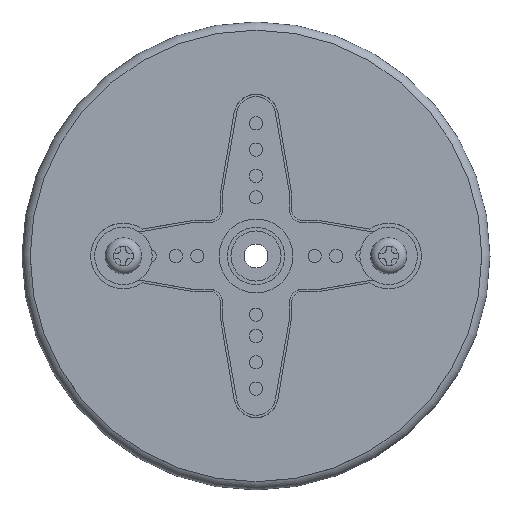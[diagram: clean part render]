
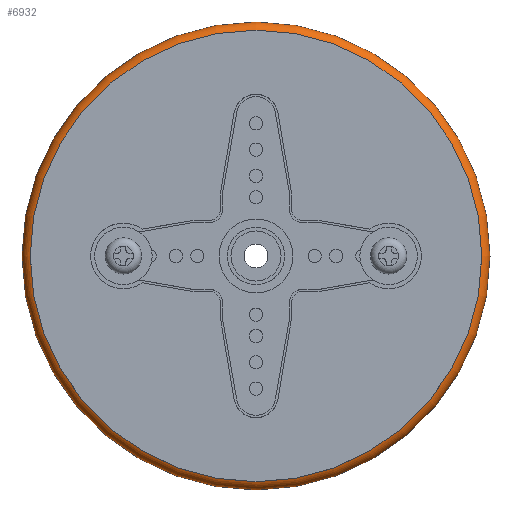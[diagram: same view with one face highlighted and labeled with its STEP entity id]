
A CAD part, top view. The second image highlights one B-rep face of the part: STEP entity #6932.
In plain terms, the highlighted toroidal (fillet/blend) face has major radius 27 mm and minor radius 1.5 mm.
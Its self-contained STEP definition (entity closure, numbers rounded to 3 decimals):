
#6932 = ADVANCED_FACE('',(#6933),#6937,.T.);
#6933 = FACE_BOUND('',#6934,.F.);
#6934 = VERTEX_LOOP('',#6935);
#6935 = VERTEX_POINT('',#6936);
#6936 = CARTESIAN_POINT('',(28.5,0.,0.));
#6937 = TOROIDAL_SURFACE('',#6938,27.,1.5);
#6938 = AXIS2_PLACEMENT_3D('',#6939,#6940,#6941);
#6939 = CARTESIAN_POINT('',(0.,0.,0.));
#6940 = DIRECTION('',(-0.,-0.,-1.));
#6941 = DIRECTION('',(1.,0.,0.));
